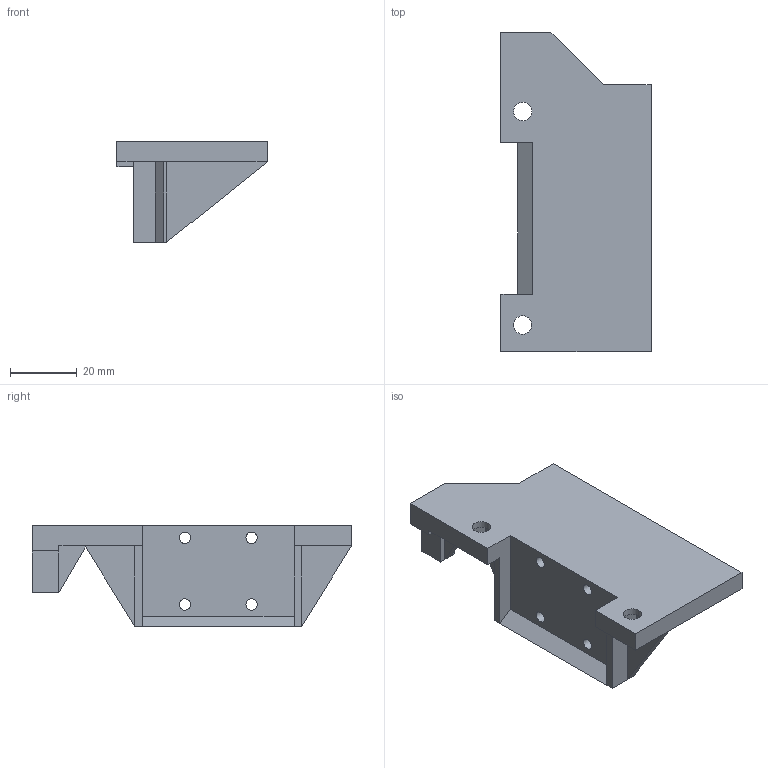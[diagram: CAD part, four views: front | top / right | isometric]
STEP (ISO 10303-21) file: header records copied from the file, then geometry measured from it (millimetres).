
FILE_DESCRIPTION(/* description */ (''),/* implementation_level */ '2;1');
FILE_NAME(/* name */ 'plate_bracket-right.step',/* time_stamp */ '2021-04-13T11:20:50-05:00',/* author */ (''),/* organization */ (''),/* preprocessor_version */ 'ST-DEVELOPER v18.1',/* originating_system */ 'Autodesk Translation Framework v9.10.0.1330',/* authorisation */ '');
FILE_SCHEMA (('AUTOMOTIVE_DESIGN { 1 0 10303 214 3 1 1 }'));
Length unit declared in the file: millimetre
Products named in the file (1): plate_bracket-right
Bounding box: 45 x 95.75 x 30 mm (x, y, z)
Volume: 33454.1 mm3; surface area: 16404.3 mm2
Topology: 1 solids, 1 shells, 80 faces, 204 edges, 128 vertices
Faces by surface type: plane 72, cylinder 8
Full cylindrical faces by diameter (mm): 3.4 x4, 5.5 x2
Entity records: 2416 total; most frequent: CARTESIAN_POINT 413, ORIENTED_EDGE 408, DIRECTION 382, EDGE_CURVE 204, LINE 188, VECTOR 188, VERTEX_POINT 128, AXIS2_PLACEMENT_3D 97
